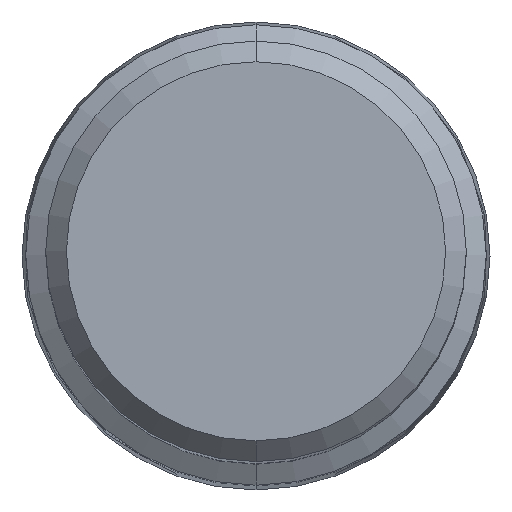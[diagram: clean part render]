
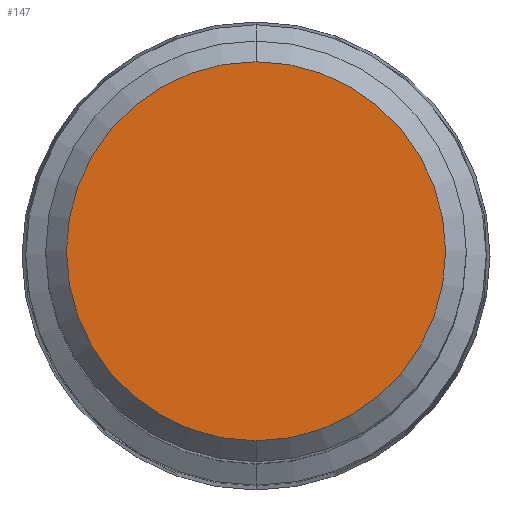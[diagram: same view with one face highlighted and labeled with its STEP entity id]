
A CAD part, top view. The second image highlights one B-rep face of the part: STEP entity #147.
In plain terms, the highlighted planar face has unit normal (0, 0, 1).
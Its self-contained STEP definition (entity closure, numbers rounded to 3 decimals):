
#139=EDGE_CURVE('',#169,#315,#370,.T.);
#147=ADVANCED_FACE('',(#379),#380,.T.);
#169=VERTEX_POINT('',#404);
#191=EDGE_CURVE('',#315,#169,#428,.T.);
#315=VERTEX_POINT('',#570);
#370=CIRCLE('',#622,9.15);
#379=FACE_OUTER_BOUND('',#630,.T.);
#380=PLANE('',#631);
#404=CARTESIAN_POINT('',(0.0,9.15,0.));
#428=CIRCLE('',#691,9.15);
#570=CARTESIAN_POINT('',(0.,-9.15,0.));
#622=AXIS2_PLACEMENT_3D('',#931,#932,#933);
#630=EDGE_LOOP('',(#944,#945));
#631=AXIS2_PLACEMENT_3D('',#946,#947,#948);
#691=AXIS2_PLACEMENT_3D('',#991,#992,#993);
#931=CARTESIAN_POINT('',(0.0,0.0,0.));
#932=DIRECTION('',(0.0,0.0,-1.0));
#933=DIRECTION('',(0.0,1.0,0.0));
#944=ORIENTED_EDGE('',*,*,#139,.F.);
#945=ORIENTED_EDGE('',*,*,#191,.F.);
#946=CARTESIAN_POINT('',(0.0,4.575,0.));
#947=DIRECTION('',(-0.0,0.0,1.0));
#948=DIRECTION('',(0.0,-1.0,0.0));
#991=CARTESIAN_POINT('',(0.0,0.0,0.));
#992=DIRECTION('',(0.0,0.0,-1.0));
#993=DIRECTION('',(0.0,1.0,0.0));
